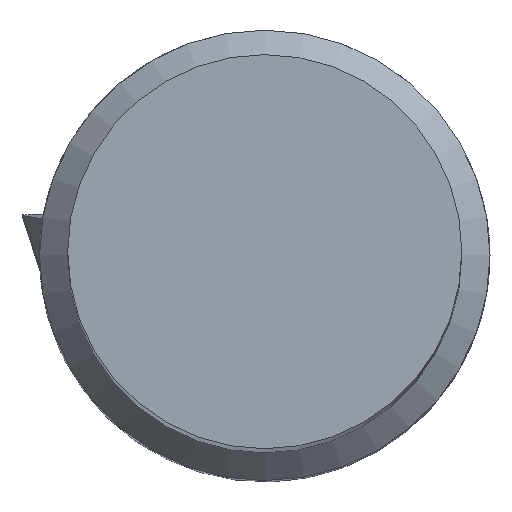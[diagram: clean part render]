
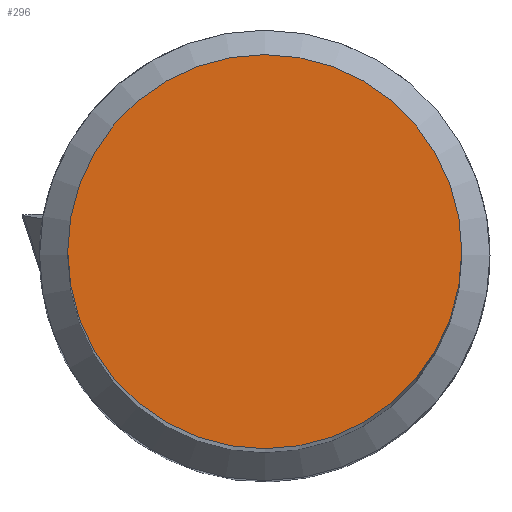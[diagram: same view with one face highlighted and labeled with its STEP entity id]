
A CAD part, top view. The second image highlights one B-rep face of the part: STEP entity #296.
In plain terms, the highlighted planar face has unit normal (0, 0, 1).
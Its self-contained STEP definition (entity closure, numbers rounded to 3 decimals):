
#296=ADVANCED_FACE('240[2]',(#658),#659,.F.);
#365=EDGE_CURVE('240[2]',#741,#741,#742,.F.);
#658=FACE_OUTER_BOUND('',#1210,.T.);
#659=PLANE('',#1211);
#741=VERTEX_POINT('',#1419);
#742=CIRCLE('',#1420,3.5);
#1210=EDGE_LOOP('',(#1790));
#1211=AXIS2_PLACEMENT_3D('',#1791,#1792,#1793);
#1419=CARTESIAN_POINT('',(-3.5,0.,0.0));
#1420=AXIS2_PLACEMENT_3D('',#1864,#1865,#1866);
#1790=ORIENTED_EDGE('',*,*,#365,.T.);
#1791=CARTESIAN_POINT('',(3.5,0.,0.0));
#1792=DIRECTION('',(0.,0.,-1.0));
#1793=DIRECTION('',(0.,1.0,0.));
#1864=CARTESIAN_POINT('',(0.0,0.0,0.0));
#1865=DIRECTION('',(0.,0.,-1.0));
#1866=DIRECTION('',(0.,1.0,0.));
